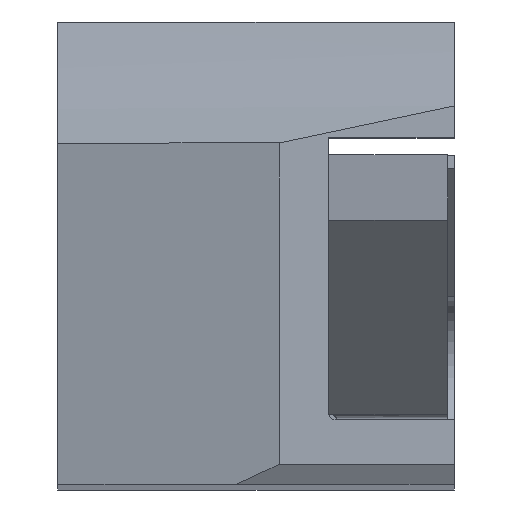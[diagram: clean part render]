
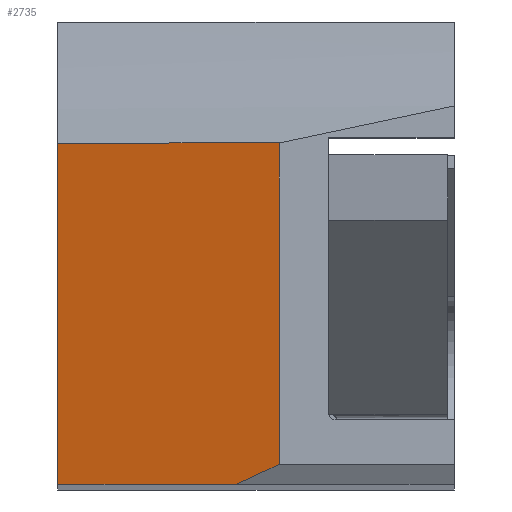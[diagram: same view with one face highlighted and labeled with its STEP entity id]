
A CAD part, top view. The second image highlights one B-rep face of the part: STEP entity #2735.
In plain terms, the highlighted planar face has unit normal (-0.259, 0, 0.966).
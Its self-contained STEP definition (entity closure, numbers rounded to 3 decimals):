
#70 = EDGE_CURVE ( 'NONE', #2213, #2689, #593, .T. ) ;
#211 = CARTESIAN_POINT ( 'NONE',  ( 5.407, 0., -0.346 ) ) ;
#228 = LINE ( 'NONE', #2873, #845 ) ;
#305 = EDGE_CURVE ( 'NONE', #2457, #2396, #1239, .T. ) ;
#338 = CARTESIAN_POINT ( 'NONE',  ( 6.7, 136.516, 0. ) ) ;
#371 = EDGE_CURVE ( 'NONE', #2396, #2476, #2887, .T. ) ;
#543 = VECTOR ( 'NONE', #1318, 1000. ) ;
#593 = LINE ( 'NONE', #338, #2090 ) ;
#845 = VECTOR ( 'NONE', #1787, 1000. ) ;
#914 = CARTESIAN_POINT ( 'NONE',  ( 6.7, 10.334, 0. ) ) ;
#959 = DIRECTION ( 'NONE',  ( -0.966, 0., -0.259 ) ) ;
#1026 = ORIENTED_EDGE ( 'NONE', *, *, #70, .F. ) ;
#1054 = CARTESIAN_POINT ( 'NONE',  ( 0., 0., -1.795 ) ) ;
#1070 = EDGE_CURVE ( 'NONE', #2457, #2689, #1183, .T. ) ;
#1152 = VECTOR ( 'NONE', #959, 1000. ) ;
#1163 = PLANE ( 'NONE',  #2229 ) ;
#1183 = LINE ( 'NONE', #2298, #3021 ) ;
#1239 = LINE ( 'NONE', #2527, #1152 ) ;
#1318 = DIRECTION ( 'NONE',  ( 0., 1., 0. ) ) ;
#1416 = DIRECTION ( 'NONE',  ( -0.259, 0., 0.966 ) ) ;
#1417 = ORIENTED_EDGE ( 'NONE', *, *, #371, .F. ) ;
#1451 = DIRECTION ( 'NONE',  ( 0., -1., 0. ) ) ;
#1603 = EDGE_CURVE ( 'NONE', #2476, #2213, #228, .T. ) ;
#1681 = FACE_OUTER_BOUND ( 'NONE', #2980, .T. ) ;
#1775 = ORIENTED_EDGE ( 'NONE', *, *, #1603, .F. ) ;
#1787 = DIRECTION ( 'NONE',  ( 0.966, 0., 0.259 ) ) ;
#2090 = VECTOR ( 'NONE', #1451, 1000. ) ;
#2135 = CARTESIAN_POINT ( 'NONE',  ( 0., 10.334, -1.795 ) ) ;
#2213 = VERTEX_POINT ( 'NONE', #914 ) ;
#2229 = AXIS2_PLACEMENT_3D ( 'NONE', #2740, #1416, #2921 ) ;
#2298 = CARTESIAN_POINT ( 'NONE',  ( 112.796, 49.839, 28.428 ) ) ;
#2384 = ORIENTED_EDGE ( 'NONE', *, *, #1070, .T. ) ;
#2396 = VERTEX_POINT ( 'NONE', #3062 ) ;
#2457 = VERTEX_POINT ( 'NONE', #211 ) ;
#2476 = VERTEX_POINT ( 'NONE', #2135 ) ;
#2527 = CARTESIAN_POINT ( 'NONE',  ( -24.551, 0., -8.374 ) ) ;
#2689 = VERTEX_POINT ( 'NONE', #2989 ) ;
#2692 = ORIENTED_EDGE ( 'NONE', *, *, #305, .F. ) ;
#2735 = ADVANCED_FACE ( 'NONE', ( #1681 ), #1163, .T. ) ;
#2740 = CARTESIAN_POINT ( 'NONE',  ( 6.7, 136.516, 0. ) ) ;
#2873 = CARTESIAN_POINT ( 'NONE',  ( -24.551, 10.334, -8.374 ) ) ;
#2887 = LINE ( 'NONE', #1054, #543 ) ;
#2921 = DIRECTION ( 'NONE',  ( 0.966, 0., 0.259 ) ) ;
#2980 = EDGE_LOOP ( 'NONE', ( #1775, #1417, #2692, #2384, #1026 ) ) ;
#2989 = CARTESIAN_POINT ( 'NONE',  ( 6.7, 0.6, 0. ) ) ;
#3021 = VECTOR ( 'NONE', #3350, 1000. ) ;
#3062 = CARTESIAN_POINT ( 'NONE',  ( 0., 0., -1.795 ) ) ;
#3350 = DIRECTION ( 'NONE',  ( 0.881, 0.409, 0.236 ) ) ;
